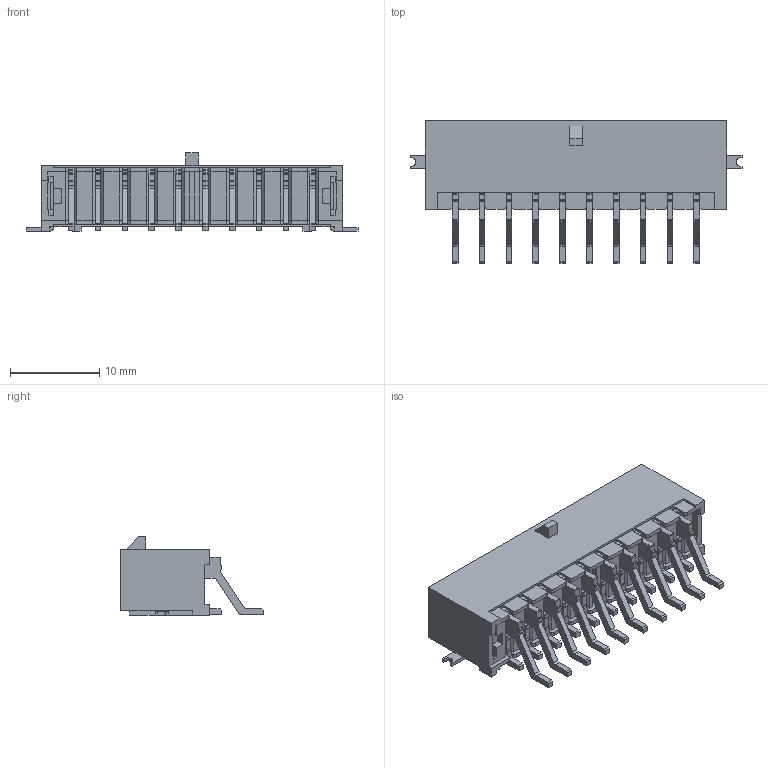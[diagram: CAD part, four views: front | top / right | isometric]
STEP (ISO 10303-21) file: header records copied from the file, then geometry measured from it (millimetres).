
FILE_DESCRIPTION(/* description */ ('Unknown'),/* implementation_level */ '2;1');
FILE_NAME(/* name */ 'J_Wurth_WR-MPC3_662120231722',/* time_stamp */ '2025-06-09T16:34:37+08:00',/* author */ ('Unknown'),/* organization */ ('Unknown'),/* preprocessor_version */ 'ST-DEVELOPER v19.4',/* originating_system */ 'Solid Edge',/* authorisation */ 'Unknown');
FILE_SCHEMA (('AUTOMOTIVE_DESIGN {1 0 10303 214 3 1 1}'));
Length unit declared in the file: millimetre
Products named in the file (2): J_Wurth_WR-MPC3_662120231722
Assembly tree (1 placements, depth 2):
  J_Wurth_WR-MPC3_662120231722
    J_Wurth_WR-MPC3_662120231722
Bounding box: 37.1 x 15.9 x 8.76 mm (x, y, z)
Volume: 1444.9 mm3; surface area: 3476 mm2
Topology: 1 solids, 1 shells, 1105 faces, 2976 edges, 1916 vertices
Faces by surface type: plane 989, cylinder 116
Entity records: 41617 total; most frequent: CARTESIAN_POINT 5999, ORIENTED_EDGE 5952, DIRECTION 5422, EDGE_CURVE 2976, LINE 2744, VECTOR 2744, VERTEX_POINT 1916, AXIS2_PLACEMENT_3D 1339
